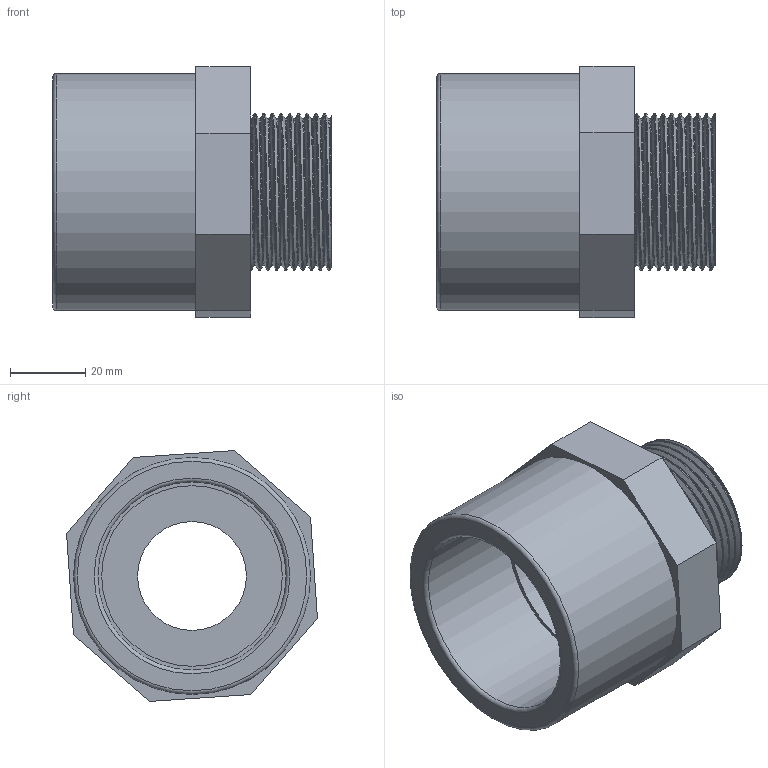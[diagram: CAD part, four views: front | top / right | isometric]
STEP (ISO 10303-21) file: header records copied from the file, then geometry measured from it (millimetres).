
FILE_DESCRIPTION(/* description */ (''),/* implementation_level */ '2;1');
FILE_NAME(/* name */ 'AD12050E.ipt.stp',/* time_stamp */ '2017-02-10T10:06:57+01:00',/* author */ ('Eugenio'),/* organization */ (''),/* preprocessor_version */ 'ST-DEVELOPER v16.5',/* originating_system */ 'Autodesk Inventor 2017',/* authorisation */ '');
FILE_SCHEMA (('AUTOMOTIVE_DESIGN { 1 0 10303 214 3 1 1 }'));
Length unit declared in the file: millimetre
Products named in the file (1): AD12050E
Bounding box: 74 x 66.68 x 66.68 mm (x, y, z)
Volume: 91503.5 mm3; surface area: 35881.2 mm2
Topology: 2 solids, 2 shells, 31 faces, 67 edges, 44 vertices
Faces by surface type: plane 16, cylinder 7, bspline 6, torus 2
Full cylindrical faces by diameter (mm): 28.91 x1, 38.896 x2, 48 x1, 50 x1, 63 x1
Entity records: 5137 total; most frequent: CARTESIAN_POINT 4496, ORIENTED_EDGE 118, DIRECTION 108, EDGE_CURVE 59, EDGE_LOOP 47, VERTEX_POINT 44, AXIS2_PLACEMENT_3D 42, FACE_OUTER_BOUND 31
